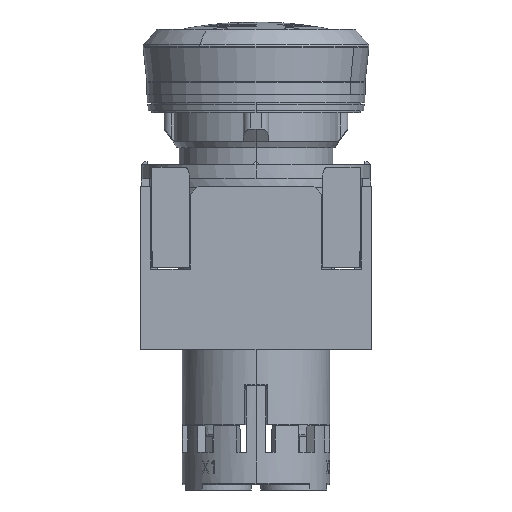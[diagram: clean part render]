
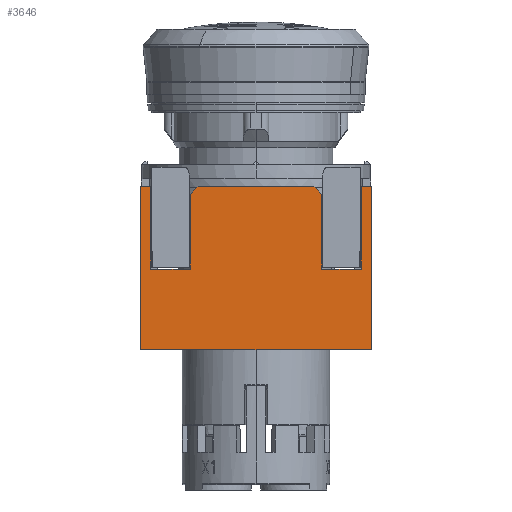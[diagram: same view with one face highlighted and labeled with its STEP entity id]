
A CAD part, front view. The second image highlights one B-rep face of the part: STEP entity #3646.
In plain terms, the highlighted planar face has unit normal (0, -1, 0).
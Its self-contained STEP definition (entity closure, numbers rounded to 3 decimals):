
#3646=ADVANCED_FACE('',(#8435),#8436,.F.);
#3978=EDGE_CURVE('',#8941,#8942,#8943,.T.);
#3984=EDGE_CURVE('',#8951,#8947,#8952,.T.);
#3998=EDGE_CURVE('',#8947,#8968,#8971,.T.);
#4006=EDGE_CURVE('',#8968,#8941,#8981,.T.);
#4008=EDGE_CURVE('',#8983,#8951,#8984,.T.);
#8435=FACE_OUTER_BOUND('',#14459,.T.);
#8436=PLANE('',#14460);
#8941=VERTEX_POINT('',#15055);
#8942=VERTEX_POINT('',#15056);
#8943=LINE('',#15057,#15058);
#8947=VERTEX_POINT('',#15065);
#8951=VERTEX_POINT('',#15071);
#8952=LINE('',#15072,#15073);
#8968=VERTEX_POINT('',#15100);
#8971=LINE('',#15105,#15106);
#8981=LINE('',#15121,#15122);
#8983=VERTEX_POINT('',#15125);
#8984=LINE('',#15126,#15127);
#14459=EDGE_LOOP('',(#26027,#26028,#26029,#26030,#26031,#26032,#26033,#26034,#26035,#26036,#26037,#26038,#26039,#26040));
#14460=AXIS2_PLACEMENT_3D('',#26041,#26042,#26043);
#15055=CARTESIAN_POINT('',(6.45,0.0,38.549));
#15056=CARTESIAN_POINT('',(6.45,0.0,28.799));
#15057=CARTESIAN_POINT('',(6.45,0.0,38.549));
#15058=VECTOR('',#27631,11.75);
#15065=CARTESIAN_POINT('',(22.55,0.0,39.549));
#15071=CARTESIAN_POINT('',(23.55,0.0,38.549));
#15072=CARTESIAN_POINT('',(23.55,0.0,38.549));
#15073=VECTOR('',#27634,1.414);
#15100=CARTESIAN_POINT('',(7.45,0.0,39.549));
#15105=CARTESIAN_POINT('',(22.55,0.0,39.549));
#15106=VECTOR('',#27641,15.1);
#15121=CARTESIAN_POINT('',(7.45,0.0,39.549));
#15122=VECTOR('',#27649,1.414);
#15125=CARTESIAN_POINT('',(23.55,0.0,28.799));
#15126=CARTESIAN_POINT('',(23.55,0.0,26.799));
#15127=VECTOR('',#27650,11.75);
#26027=ORIENTED_EDGE('',*,*,#39391,.T.);
#26028=ORIENTED_EDGE('',*,*,#4008,.T.);
#26029=ORIENTED_EDGE('',*,*,#3984,.T.);
#26030=ORIENTED_EDGE('',*,*,#3998,.T.);
#26031=ORIENTED_EDGE('',*,*,#4006,.T.);
#26032=ORIENTED_EDGE('',*,*,#3978,.T.);
#26033=ORIENTED_EDGE('',*,*,#39404,.T.);
#26034=ORIENTED_EDGE('',*,*,#38798,.T.);
#26035=ORIENTED_EDGE('',*,*,#40015,.F.);
#26036=ORIENTED_EDGE('',*,*,#40020,.F.);
#26037=ORIENTED_EDGE('',*,*,#40017,.F.);
#26038=ORIENTED_EDGE('',*,*,#39496,.T.);
#26039=ORIENTED_EDGE('',*,*,#38792,.F.);
#26040=ORIENTED_EDGE('',*,*,#39418,.T.);
#26041=CARTESIAN_POINT('',(15.0,0.0,28.924));
#26042=DIRECTION('',(-0.0,1.0,0.0));
#26043=DIRECTION('',(1.0,0.0,0.0));
#27631=DIRECTION('',(0.0,0.0,-1.0));
#27634=DIRECTION('',(-0.707,0.0,0.707));
#27641=DIRECTION('',(-1.0,0.0,0.0));
#27649=DIRECTION('',(-0.707,0.0,-0.707));
#27650=DIRECTION('',(0.0,0.0,1.0));
#38792=EDGE_CURVE('',#47267,#47269,#47270,.T.);
#38798=EDGE_CURVE('',#47279,#47277,#47280,.T.);
#39391=EDGE_CURVE('',#48113,#8983,#48114,.T.);
#39404=EDGE_CURVE('',#8942,#47279,#48138,.T.);
#39418=EDGE_CURVE('',#47267,#48113,#48163,.T.);
#39496=EDGE_CURVE('',#48292,#47269,#48293,.T.);
#40015=EDGE_CURVE('',#49024,#47277,#49026,.T.);
#40017=EDGE_CURVE('',#48292,#49028,#49029,.T.);
#40020=EDGE_CURVE('',#49028,#49024,#49032,.T.);
#47267=VERTEX_POINT('',#59716);
#47269=VERTEX_POINT('',#59719);
#47270=LINE('',#59720,#59721);
#47277=VERTEX_POINT('',#59731);
#47279=VERTEX_POINT('',#59734);
#47280=LINE('',#59735,#59736);
#48113=VERTEX_POINT('',#60968);
#48114=LINE('',#60969,#60970);
#48138=LINE('',#61003,#61004);
#48163=LINE('',#61041,#61042);
#48292=VERTEX_POINT('',#61233);
#48293=LINE('',#61234,#61235);
#49024=VERTEX_POINT('',#62299);
#49026=LINE('',#62302,#62303);
#49028=VERTEX_POINT('',#62305);
#49029=LINE('',#62306,#62307);
#49032=LINE('',#62311,#62312);
#59716=CARTESIAN_POINT('',(28.75,0.0,39.549));
#59719=CARTESIAN_POINT('',(30.0,0.0,39.549));
#59720=CARTESIAN_POINT('',(15.0,0.0,39.549));
#59721=VECTOR('',#72969,1.0);
#59731=CARTESIAN_POINT('',(1.25,0.0,39.549));
#59734=CARTESIAN_POINT('',(1.25,0.0,28.799));
#59735=CARTESIAN_POINT('',(1.25,0.0,31.862));
#59736=VECTOR('',#72974,1.0);
#60968=CARTESIAN_POINT('',(28.75,0.0,28.799));
#60969=CARTESIAN_POINT('',(15.0,0.0,28.799));
#60970=VECTOR('',#73617,1.0);
#61003=CARTESIAN_POINT('',(15.0,0.0,28.799));
#61004=VECTOR('',#73636,1.0);
#61041=CARTESIAN_POINT('',(28.75,0.0,31.862));
#61042=VECTOR('',#73649,1.0);
#61233=CARTESIAN_POINT('',(30.0,0.0,18.299));
#61234=CARTESIAN_POINT('',(30.0,0.0,28.924));
#61235=VECTOR('',#73715,1.0);
#62299=CARTESIAN_POINT('',(0.0,0.0,39.549));
#62302=CARTESIAN_POINT('',(15.0,0.0,39.549));
#62303=VECTOR('',#74173,1.0);
#62305=CARTESIAN_POINT('',(0.0,0.0,18.299));
#62306=CARTESIAN_POINT('',(15.0,0.0,18.299));
#62307=VECTOR('',#74174,1.0);
#62311=CARTESIAN_POINT('',(0.0,0.0,28.924));
#62312=VECTOR('',#74176,1.0);
#72969=DIRECTION('',(1.0,0.0,0.0));
#72974=DIRECTION('',(0.0,0.0,1.0));
#73617=DIRECTION('',(-1.0,0.0,0.0));
#73636=DIRECTION('',(-1.0,0.0,0.0));
#73649=DIRECTION('',(0.0,0.0,-1.0));
#73715=DIRECTION('',(0.0,0.0,1.0));
#74173=DIRECTION('',(1.0,0.0,0.0));
#74174=DIRECTION('',(-1.0,0.0,0.0));
#74176=DIRECTION('',(0.0,0.0,1.0));
